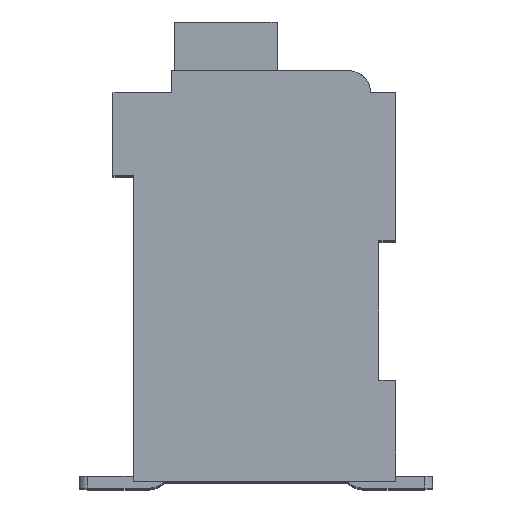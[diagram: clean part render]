
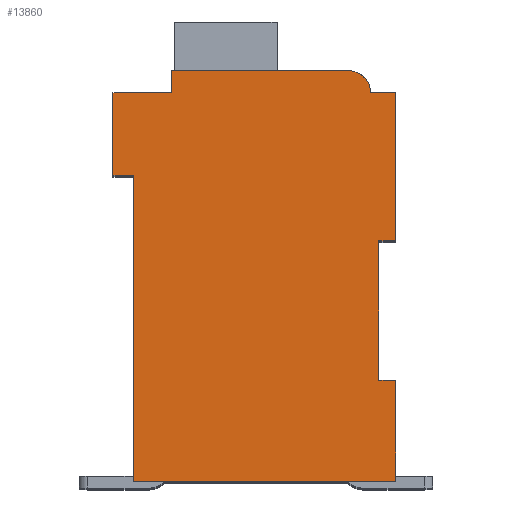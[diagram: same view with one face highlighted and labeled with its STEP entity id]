
A CAD part, top view. The second image highlights one B-rep face of the part: STEP entity #13860.
In plain terms, the highlighted planar face has unit normal (0, 0, 1).
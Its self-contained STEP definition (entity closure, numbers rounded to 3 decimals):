
#1490=DIRECTION('',(1.,0.,0.));
#1491=VECTOR('',#1490,0.5);
#1492=CARTESIAN_POINT('',(7.3,7.15,2.1));
#1493=LINE('',#1492,#1491);
#1494=DIRECTION('',(0.,1.,0.));
#1495=VECTOR('',#1494,4.15);
#1496=CARTESIAN_POINT('',(7.3,3.,2.1));
#1497=LINE('',#1496,#1495);
#1498=DIRECTION('',(-1.,0.,0.));
#1499=VECTOR('',#1498,0.5);
#1500=CARTESIAN_POINT('',(7.8,3.,2.1));
#1501=LINE('',#1500,#1499);
#1502=DIRECTION('',(0.,1.,0.));
#1503=VECTOR('',#1502,3.);
#1504=CARTESIAN_POINT('',(7.8,0.,2.1));
#1505=LINE('',#1504,#1503);
#1506=DIRECTION('',(1.,0.,0.));
#1507=VECTOR('',#1506,7.8);
#1508=CARTESIAN_POINT('',(0.,0.,2.1));
#1509=LINE('',#1508,#1507);
#1510=DIRECTION('',(0.,-1.,0.));
#1511=VECTOR('',#1510,9.1);
#1512=CARTESIAN_POINT('',(0.,9.1,2.1));
#1513=LINE('',#1512,#1511);
#1514=DIRECTION('',(1.,0.,0.));
#1515=VECTOR('',#1514,0.6);
#1516=CARTESIAN_POINT('',(-0.6,9.1,2.1));
#1517=LINE('',#1516,#1515);
#1518=DIRECTION('',(0.,-1.,0.));
#1519=VECTOR('',#1518,2.45);
#1520=CARTESIAN_POINT('',(-0.6,11.55,2.1));
#1521=LINE('',#1520,#1519);
#1522=DIRECTION('',(-1.,0.,0.));
#1523=VECTOR('',#1522,1.75);
#1524=CARTESIAN_POINT('',(1.15,11.55,2.1));
#1525=LINE('',#1524,#1523);
#1526=DIRECTION('',(0.,-1.,0.));
#1527=VECTOR('',#1526,0.65);
#1528=CARTESIAN_POINT('',(1.15,12.2,2.1));
#1529=LINE('',#1528,#1527);
#1530=DIRECTION('',(-1.,0.,0.));
#1531=VECTOR('',#1530,5.25);
#1532=CARTESIAN_POINT('',(6.4,12.2,2.1));
#1533=LINE('',#1532,#1531);
#1534=CARTESIAN_POINT('',(6.4,11.55,2.1));
#1535=DIRECTION('',(0.,0.,1.));
#1536=DIRECTION('',(1.,0.,0.));
#1537=AXIS2_PLACEMENT_3D('',#1534,#1535,#1536);
#1539=DIRECTION('',(-1.,0.,0.));
#1540=VECTOR('',#1539,0.75);
#1541=CARTESIAN_POINT('',(7.8,11.55,2.1));
#1542=LINE('',#1541,#1540);
#1543=DIRECTION('',(0.,1.,0.));
#1544=VECTOR('',#1543,4.4);
#1545=CARTESIAN_POINT('',(7.8,7.15,2.1));
#1546=LINE('',#1545,#1544);
#9491=CARTESIAN_POINT('',(7.3,7.15,2.1));
#9492=CARTESIAN_POINT('',(7.8,7.15,2.1));
#9493=VERTEX_POINT('',#9491);
#9494=VERTEX_POINT('',#9492);
#9495=CARTESIAN_POINT('',(7.8,11.55,2.1));
#9496=VERTEX_POINT('',#9495);
#9497=CARTESIAN_POINT('',(7.05,11.55,2.1));
#9498=VERTEX_POINT('',#9497);
#9499=CARTESIAN_POINT('',(6.4,12.2,2.1));
#9500=VERTEX_POINT('',#9499);
#9501=CARTESIAN_POINT('',(1.15,12.2,2.1));
#9502=VERTEX_POINT('',#9501);
#9503=CARTESIAN_POINT('',(1.15,11.55,2.1));
#9504=VERTEX_POINT('',#9503);
#9505=CARTESIAN_POINT('',(-0.6,11.55,2.1));
#9506=VERTEX_POINT('',#9505);
#9507=CARTESIAN_POINT('',(-0.6,9.1,2.1));
#9508=VERTEX_POINT('',#9507);
#9509=CARTESIAN_POINT('',(0.,9.1,2.1));
#9510=VERTEX_POINT('',#9509);
#9511=CARTESIAN_POINT('',(0.,0.,2.1));
#9512=VERTEX_POINT('',#9511);
#9513=CARTESIAN_POINT('',(7.8,0.,2.1));
#9514=VERTEX_POINT('',#9513);
#9515=CARTESIAN_POINT('',(7.8,3.,2.1));
#9516=VERTEX_POINT('',#9515);
#9517=CARTESIAN_POINT('',(7.3,3.,2.1));
#9518=VERTEX_POINT('',#9517);
#13830=CARTESIAN_POINT('',(0.,0.,2.1));
#13831=DIRECTION('',(0.,0.,1.));
#13832=DIRECTION('',(1.,0.,0.));
#13833=AXIS2_PLACEMENT_3D('',#13830,#13831,#13832);
#13834=PLANE('',#13833);
#13835=ORIENTED_EDGE('',*,*,#12444,.F.);
#13836=ORIENTED_EDGE('',*,*,#12937,.F.);
#13838=ORIENTED_EDGE('',*,*,#13837,.F.);
#13840=ORIENTED_EDGE('',*,*,#13839,.F.);
#13841=ORIENTED_EDGE('',*,*,#13217,.F.);
#13842=ORIENTED_EDGE('',*,*,#13126,.F.);
#13844=ORIENTED_EDGE('',*,*,#13843,.F.);
#13846=ORIENTED_EDGE('',*,*,#13845,.F.);
#13848=ORIENTED_EDGE('',*,*,#13847,.F.);
#13850=ORIENTED_EDGE('',*,*,#13849,.F.);
#13852=ORIENTED_EDGE('',*,*,#13851,.F.);
#13854=ORIENTED_EDGE('',*,*,#13853,.F.);
#13856=ORIENTED_EDGE('',*,*,#13855,.F.);
#13857=ORIENTED_EDGE('',*,*,#12713,.F.);
#13858=EDGE_LOOP('',(#13835,#13836,#13838,#13840,#13841,#13842,#13844,#13846,
#13848,#13850,#13852,#13854,#13856,#13857));
#13859=FACE_OUTER_BOUND('',#13858,.F.);
#1538=CIRCLE('',#1537,0.65);
#12444=EDGE_CURVE('',#9493,#9494,#1493,.T.);
#12713=EDGE_CURVE('',#9494,#9496,#1546,.T.);
#12937=EDGE_CURVE('',#9518,#9493,#1497,.T.);
#13126=EDGE_CURVE('',#9510,#9512,#1513,.T.);
#13217=EDGE_CURVE('',#9512,#9514,#1509,.T.);
#13837=EDGE_CURVE('',#9516,#9518,#1501,.T.);
#13839=EDGE_CURVE('',#9514,#9516,#1505,.T.);
#13843=EDGE_CURVE('',#9508,#9510,#1517,.T.);
#13845=EDGE_CURVE('',#9506,#9508,#1521,.T.);
#13847=EDGE_CURVE('',#9504,#9506,#1525,.T.);
#13849=EDGE_CURVE('',#9502,#9504,#1529,.T.);
#13851=EDGE_CURVE('',#9500,#9502,#1533,.T.);
#13853=EDGE_CURVE('',#9498,#9500,#1538,.T.);
#13855=EDGE_CURVE('',#9496,#9498,#1542,.T.);
#13860=ADVANCED_FACE('',(#13859),#13834,.T.);
